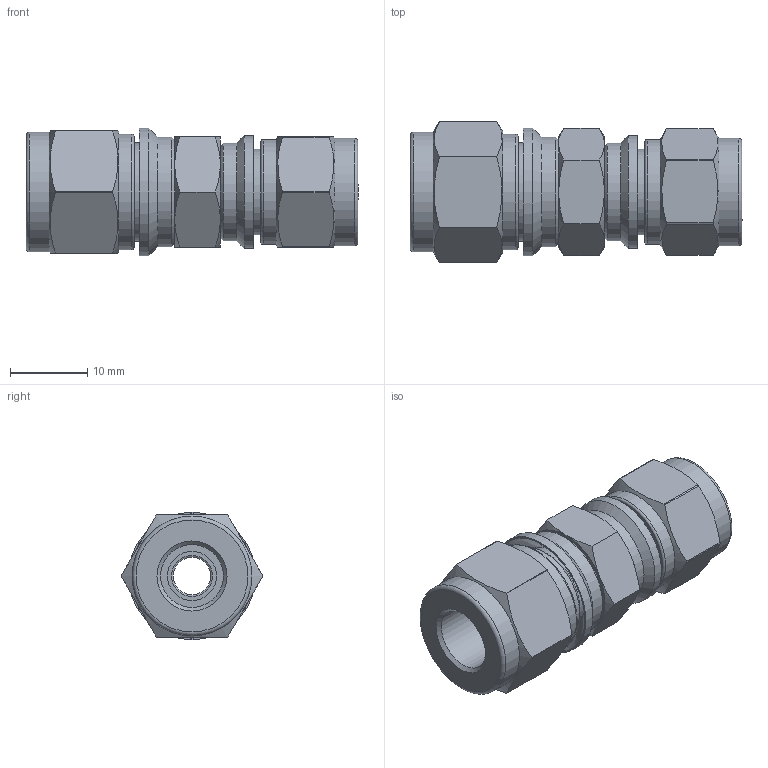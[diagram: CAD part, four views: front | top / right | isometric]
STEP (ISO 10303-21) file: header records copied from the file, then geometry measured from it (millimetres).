
FILE_DESCRIPTION(/* description */ (''),/* implementation_level */ '2;1');
FILE_NAME(/* name */ 'SRUI-5-4.stp',/* time_stamp */ '2022-06-21T09:06:28+09:00',/* author */ ('user'),/* organization */ (''),/* preprocessor_version */ 'ST-DEVELOPER v18.1',/* originating_system */ 'Autodesk Inventor 2022',/* authorisation */ '');
FILE_SCHEMA (('AUTOMOTIVE_DESIGN { 1 0 10303 214 3 1 1 }'));
Length unit declared in the file: millimetre
Products named in the file (1): SRU-5-4
Bounding box: 43.01 x 18.34 x 16.5 mm (x, y, z)
Volume: 5751.4 mm3; surface area: 4379.3 mm2
Topology: 1 solids, 1 shells, 95 faces, 211 edges, 130 vertices
Faces by surface type: plane 32, cylinder 30, cone 29, torus 4
Full cylindrical faces by diameter (mm): 4.826 x1, 6.35 x1, 6.55 x1, 8.14 x1, 9.4 x1, 10.1 x1, 11 x1, 11.113 x1, 11.4 x1, 12.6 x1, 12.7 x1, 13.6 x1, 13.9 x1, 14.2 x1, 14.6 x1, 15 x1, 15.5 x1, 16.5 x1
Entity records: 2624 total; most frequent: CARTESIAN_POINT 533, DIRECTION 453, ORIENTED_EDGE 422, EDGE_CURVE 211, AXIS2_PLACEMENT_3D 194, VERTEX_POINT 130, EDGE_LOOP 109, CIRCLE 98
